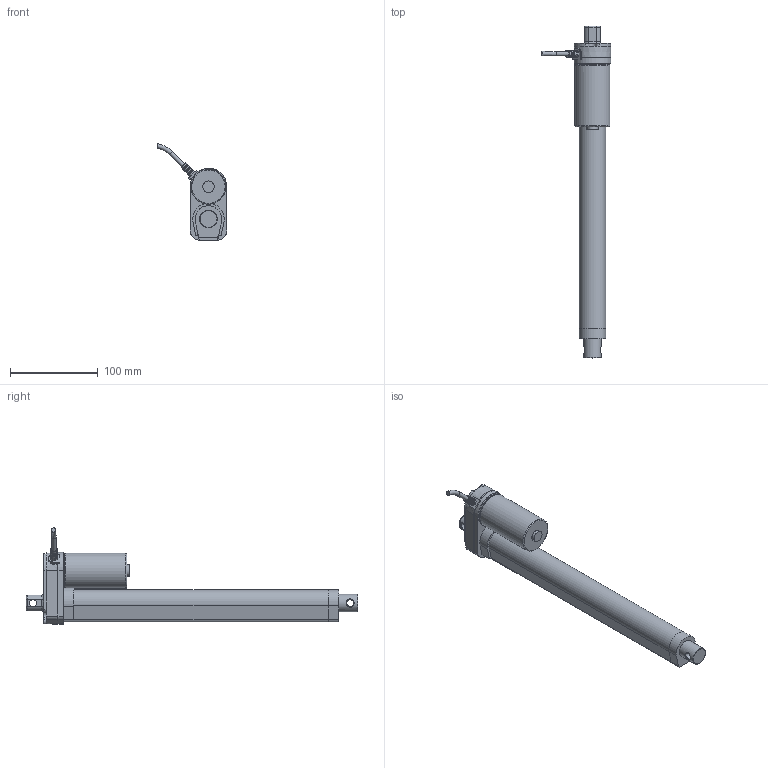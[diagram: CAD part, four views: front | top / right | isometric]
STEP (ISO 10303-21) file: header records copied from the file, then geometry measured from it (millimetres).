
FILE_DESCRIPTION(/* description */ ('Unknown'),/* implementation_level */ '2;1');
FILE_NAME(/* name */ 'DLA-X-X-A-250-IP65',/* time_stamp */ '2021-03-03T18:32:14+01:00',/* author */ ('Unknown'),/* organization */ ('Unknown'),/* preprocessor_version */ 'ST-DEVELOPER v16.7',/* originating_system */ 'Solid Edge',/* authorisation */ 'Unknown');
FILE_SCHEMA (('AUTOMOTIVE_DESIGN {1 0 10303 214 3 1 1}'));
Length unit declared in the file: millimetre
Products named in the file (8): LD3-250-Standard; motor1_預設_1; pist_預設_1; cable_預設_1; plug2-1_預設_1; dop_預設_1; topk1_預設_1; stroke_預設_1
Assembly tree (7 placements, depth 2):
  LD3-250-Standard
    motor1_預設_1
    pist_預設_1
    cable_預設_1
    plug2-1_預設_1
    dop_預設_1
    topk1_預設_1
    stroke_預設_1
Bounding box: 79.53 x 379 x 109.83 mm (x, y, z)
Volume: 205971.7 mm3; surface area: 116750.8 mm2
Topology: 7 solids, 7 shells, 333 faces, 854 edges, 556 vertices
Faces by surface type: plane 175, cylinder 126, bspline 12, torus 10, cone 10
Full cylindrical faces by diameter (mm): 3.2 x1, 4 x1, 4.3 x6, 5 x1, 8 x3, 13 x3, 14 x1, 16.4 x1, 20 x1, 20.2 x1, 22 x1, 38 x1, 40 x2
Entity records: 11269 total; most frequent: CARTESIAN_POINT 2981, DIRECTION 1731, ORIENTED_EDGE 1630, EDGE_CURVE 815, AXIS2_PLACEMENT_3D 637, VERTEX_POINT 544, LINE 457, VECTOR 457
